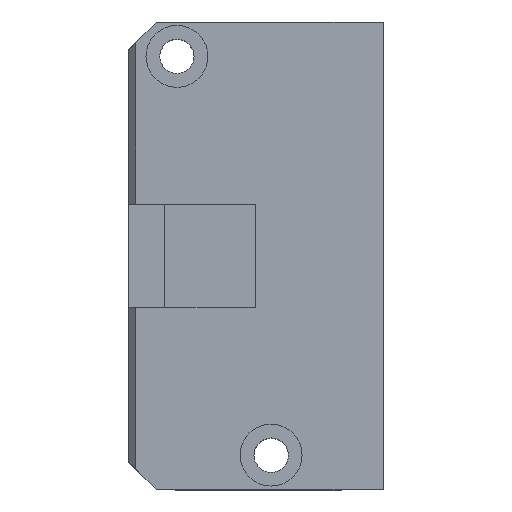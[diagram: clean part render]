
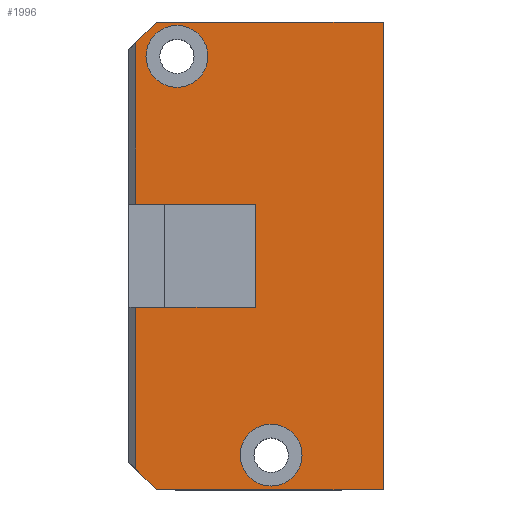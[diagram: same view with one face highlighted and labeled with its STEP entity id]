
A CAD part, top view. The second image highlights one B-rep face of the part: STEP entity #1996.
In plain terms, the highlighted planar face has unit normal (0, 0, 1).
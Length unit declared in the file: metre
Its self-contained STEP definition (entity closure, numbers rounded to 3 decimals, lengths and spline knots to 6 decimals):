
#46=CIRCLE('',#2133,0.0045);
#47=CIRCLE('',#2134,0.0045);
#243=ORIENTED_EDGE('',*,*,#789,.T.);
#244=ORIENTED_EDGE('',*,*,#790,.T.);
#245=ORIENTED_EDGE('',*,*,#791,.T.);
#246=ORIENTED_EDGE('',*,*,#792,.F.);
#247=ORIENTED_EDGE('',*,*,#793,.F.);
#248=ORIENTED_EDGE('',*,*,#794,.F.);
#249=ORIENTED_EDGE('',*,*,#795,.F.);
#250=ORIENTED_EDGE('',*,*,#753,.F.);
#251=ORIENTED_EDGE('',*,*,#796,.F.);
#252=ORIENTED_EDGE('',*,*,#779,.F.);
#253=ORIENTED_EDGE('',*,*,#797,.F.);
#254=ORIENTED_EDGE('',*,*,#798,.F.);
#753=EDGE_CURVE('',#1034,#1035,#1217,.T.);
#779=EDGE_CURVE('',#1054,#1055,#1238,.T.);
#789=EDGE_CURVE('',#1060,#1060,#46,.T.);
#790=EDGE_CURVE('',#1061,#1061,#47,.T.);
#791=EDGE_CURVE('',#1062,#1063,#1248,.T.);
#792=EDGE_CURVE('',#1064,#1063,#1249,.T.);
#793=EDGE_CURVE('',#1065,#1064,#1250,.T.);
#794=EDGE_CURVE('',#1066,#1065,#1251,.T.);
#795=EDGE_CURVE('',#1035,#1066,#1252,.F.);
#796=EDGE_CURVE('',#1055,#1034,#1253,.T.);
#797=EDGE_CURVE('',#1067,#1054,#1254,.F.);
#798=EDGE_CURVE('',#1062,#1067,#1255,.T.);
#1034=VERTEX_POINT('',#2945);
#1035=VERTEX_POINT('',#2947);
#1054=VERTEX_POINT('',#2998);
#1055=VERTEX_POINT('',#3000);
#1060=VERTEX_POINT('',#3019);
#1061=VERTEX_POINT('',#3021);
#1062=VERTEX_POINT('',#3023);
#1063=VERTEX_POINT('',#3024);
#1064=VERTEX_POINT('',#3026);
#1065=VERTEX_POINT('',#3028);
#1066=VERTEX_POINT('',#3030);
#1067=VERTEX_POINT('',#3034);
#1217=LINE('',#2946,#1447);
#1238=LINE('',#2999,#1468);
#1248=LINE('',#3022,#1478);
#1249=LINE('',#3025,#1479);
#1250=LINE('',#3027,#1480);
#1251=LINE('',#3029,#1481);
#1252=LINE('',#3031,#1482);
#1253=LINE('',#3032,#1483);
#1254=LINE('',#3033,#1484);
#1255=LINE('',#3035,#1485);
#1447=VECTOR('',#2350,1.);
#1468=VECTOR('',#2387,1.);
#1478=VECTOR('',#2409,1.);
#1479=VECTOR('',#2410,1.);
#1480=VECTOR('',#2411,1.);
#1481=VECTOR('',#2412,1.);
#1482=VECTOR('',#2413,1.);
#1483=VECTOR('',#2414,1.);
#1484=VECTOR('',#2415,1.);
#1485=VECTOR('',#2416,1.);
#1626=EDGE_LOOP('',(#243));
#1627=EDGE_LOOP('',(#244));
#1628=EDGE_LOOP('',(#245,#246,#247,#248,#249,#250,#251,#252,#253,#254));
#1774=FACE_BOUND('',#1626,.T.);
#1775=FACE_BOUND('',#1627,.T.);
#1776=FACE_BOUND('',#1628,.T.);
#1907=PLANE('',#2132);
#1996=ADVANCED_FACE('',(#1774,#1775,#1776),#1907,.T.);
#2132=AXIS2_PLACEMENT_3D('',#3017,#2403,#2404);
#2133=AXIS2_PLACEMENT_3D('',#3018,#2405,#2406);
#2134=AXIS2_PLACEMENT_3D('',#3020,#2407,#2408);
#2350=DIRECTION('',(-1.,0.,0.));
#2387=DIRECTION('',(1.,0.,0.));
#2403=DIRECTION('',(0.,0.,1.));
#2404=DIRECTION('',(-1.,0.,0.));
#2405=DIRECTION('',(0.,0.,-1.));
#2406=DIRECTION('',(0.,-1.,0.));
#2407=DIRECTION('',(0.,0.,-1.));
#2408=DIRECTION('',(0.,-1.,0.));
#2409=DIRECTION('',(1.,0.,0.));
#2410=DIRECTION('',(0.,1.,0.));
#2411=DIRECTION('',(1.,0.,0.));
#2412=DIRECTION('',(0.,1.,0.));
#2413=DIRECTION('',(0.707,-0.707,0.));
#2414=DIRECTION('',(0.,-1.,0.));
#2415=DIRECTION('',(-0.707,-0.707,0.));
#2416=DIRECTION('',(0.,1.,0.));
#2945=CARTESIAN_POINT('',(0.4423,-0.032,0.05));
#2946=CARTESIAN_POINT('',(0.4238,-0.032,0.05));
#2947=CARTESIAN_POINT('',(0.4093,-0.032,0.05));
#2998=CARTESIAN_POINT('',(0.4093,0.036,0.05));
#2999=CARTESIAN_POINT('',(0.4238,0.036,0.05));
#3000=CARTESIAN_POINT('',(0.4423,0.036,0.05));
#3017=CARTESIAN_POINT('',(0.4238,0.002,0.05));
#3018=CARTESIAN_POINT('',(0.4123,0.031,0.05));
#3019=CARTESIAN_POINT('',(0.4123,0.0265,0.05));
#3020=CARTESIAN_POINT('',(0.426,-0.027,0.05));
#3021=CARTESIAN_POINT('',(0.426,-0.0315,0.05));
#3022=CARTESIAN_POINT('',(0.4238,0.0095,0.05));
#3023=CARTESIAN_POINT('',(0.4063,0.0095,0.05));
#3024=CARTESIAN_POINT('',(0.4237,0.0095,0.05));
#3025=CARTESIAN_POINT('',(0.4237,0.002,0.05));
#3026=CARTESIAN_POINT('',(0.4237,-0.0055,0.05));
#3027=CARTESIAN_POINT('',(0.4238,-0.0055,0.05));
#3028=CARTESIAN_POINT('',(0.4063,-0.0055,0.05));
#3029=CARTESIAN_POINT('',(0.4063,-0.0055,0.05));
#3030=CARTESIAN_POINT('',(0.4063,-0.029,0.05));
#3031=CARTESIAN_POINT('',(0.39955,-0.02225,0.05));
#3032=CARTESIAN_POINT('',(0.4423,0.002,0.05));
#3033=CARTESIAN_POINT('',(0.39955,0.02625,0.05));
#3034=CARTESIAN_POINT('',(0.4063,0.033,0.05));
#3035=CARTESIAN_POINT('',(0.4063,0.032,0.05));
